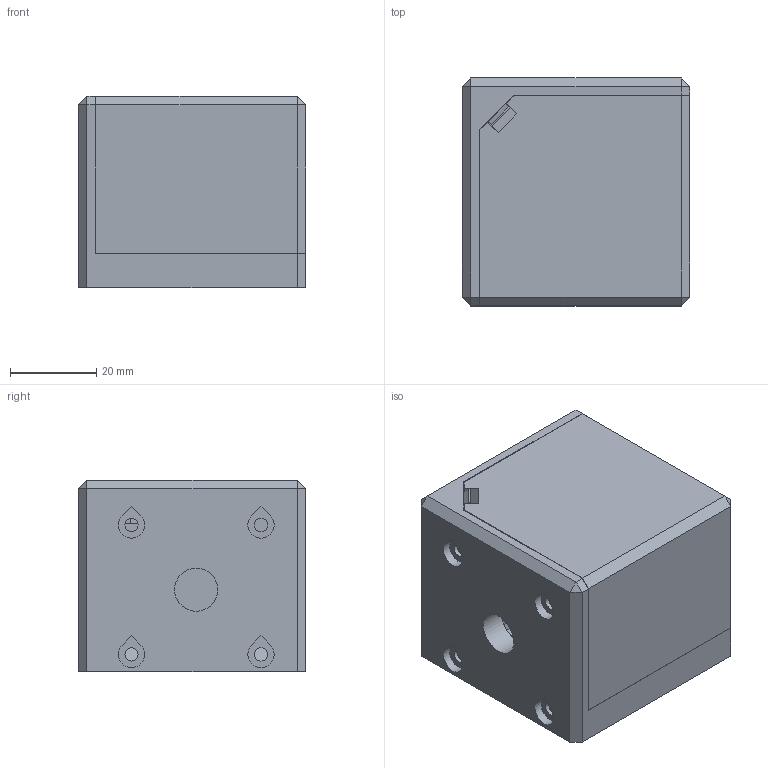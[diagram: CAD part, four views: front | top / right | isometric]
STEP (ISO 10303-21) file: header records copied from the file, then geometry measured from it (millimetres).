
FILE_DESCRIPTION(/* description */ (''),/* implementation_level */ '2;1');
FILE_NAME(/* name */ 'Corner Housing_v19.step',/* time_stamp */ '2024-02-15T15:42:31-05:00',/* author */ (''),/* organization */ (''),/* preprocessor_version */ 'ST-DEVELOPER v20',/* originating_system */ 'Autodesk Translation Framework v12.20.1.177',/* authorisation */ '');
FILE_SCHEMA (('AUTOMOTIVE_DESIGN { 1 0 10303 214 3 1 1 }'));
Length unit declared in the file: millimetre
Products named in the file (2): Corner Housing; Corner Cap
Assembly tree (1 placements, depth 2):
  Corner Housing
    Corner Cap
Bounding box: 52.76 x 52.76 x 44.45 mm (x, y, z)
Volume: 57322.6 mm3; surface area: 28424.6 mm2
Topology: 2 solids, 2 shells, 166 faces, 415 edges, 263 vertices
Faces by surface type: plane 140, cylinder 26
Full cylindrical faces by diameter (mm): 3.048 x8, 4.7 x8, 10 x2
Entity records: 4962 total; most frequent: CARTESIAN_POINT 848, ORIENTED_EDGE 830, DIRECTION 816, EDGE_CURVE 415, LINE 354, VECTOR 354, VERTEX_POINT 263, AXIS2_PLACEMENT_3D 231
